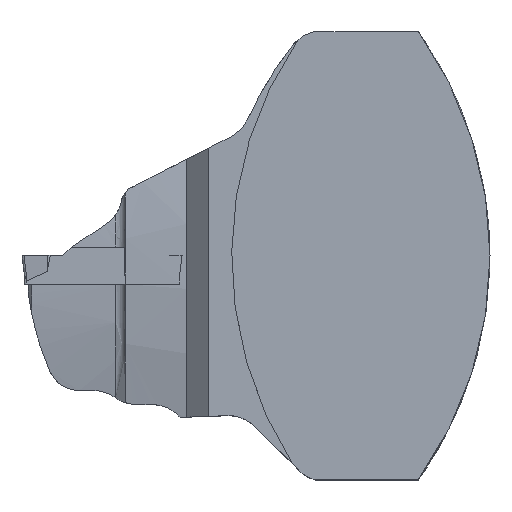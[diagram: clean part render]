
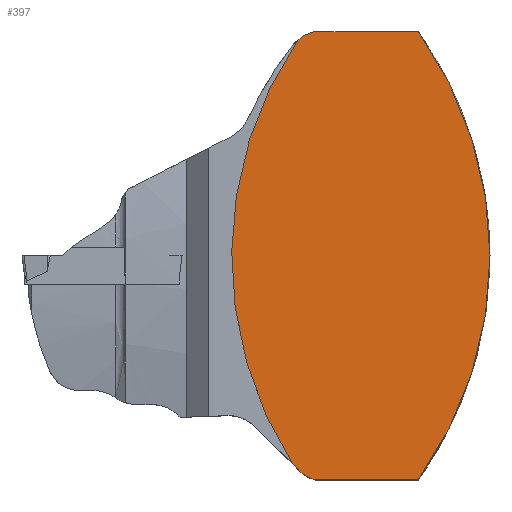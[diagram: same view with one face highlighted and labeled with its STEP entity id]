
A CAD part, top view. The second image highlights one B-rep face of the part: STEP entity #397.
In plain terms, the highlighted planar face has unit normal (0, 0, 1).
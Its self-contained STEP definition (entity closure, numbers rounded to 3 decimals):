
#128=PLANE('',#1589);
#159=LINE('',#2187,#264);
#164=LINE('',#2202,#269);
#169=LINE('',#2222,#274);
#264=VECTOR('',#1695,1.);
#269=VECTOR('',#1708,1.);
#274=VECTOR('',#1731,1.);
#397=ADVANCED_FACE('',(#490),#128,.T.);
#490=FACE_OUTER_BOUND('',#562,.T.);
#562=EDGE_LOOP('',(#835,#836,#837,#838,#839,#840,#841));
#623=CIRCLE('',#1549,60.25);
#625=CIRCLE('',#1553,60.25);
#628=CIRCLE('',#1558,6.1);
#630=CIRCLE('',#1562,6.5);
#835=ORIENTED_EDGE('',*,*,#1248,.T.);
#836=ORIENTED_EDGE('',*,*,#1262,.F.);
#837=ORIENTED_EDGE('',*,*,#1259,.F.);
#838=ORIENTED_EDGE('',*,*,#1244,.F.);
#839=ORIENTED_EDGE('',*,*,#1255,.T.);
#840=ORIENTED_EDGE('',*,*,#1251,.T.);
#841=ORIENTED_EDGE('',*,*,#1266,.T.);
#1103=VERTEX_POINT('',#2185);
#1105=VERTEX_POINT('',#2188);
#1108=VERTEX_POINT('',#2195);
#1109=VERTEX_POINT('',#2197);
#1111=VERTEX_POINT('',#2203);
#1112=VERTEX_POINT('',#2204);
#1115=VERTEX_POINT('',#2217);
#1244=EDGE_CURVE('',#1103,#1105,#159,.T.);
#1248=EDGE_CURVE('',#1109,#1108,#623,.T.);
#1251=EDGE_CURVE('',#1111,#1112,#164,.T.);
#1255=EDGE_CURVE('',#1103,#1111,#625,.T.);
#1259=EDGE_CURVE('',#1105,#1115,#628,.T.);
#1262=EDGE_CURVE('',#1115,#1108,#169,.T.);
#1266=EDGE_CURVE('',#1112,#1109,#630,.T.);
#1549=AXIS2_PLACEMENT_3D('',#2196,#1701,#1702);
#1553=AXIS2_PLACEMENT_3D('',#2211,#1714,#1715);
#1558=AXIS2_PLACEMENT_3D('',#2216,#1724,#1725);
#1562=AXIS2_PLACEMENT_3D('',#2228,#1737,#1738);
#1589=AXIS2_PLACEMENT_3D('',#2373,#1812,#1813);
#1695=DIRECTION('',(-1.,0.,0.));
#1701=DIRECTION('',(0.,0.,1.));
#1702=DIRECTION('',(-1.,0.,0.));
#1708=DIRECTION('',(-1.,0.,0.));
#1714=DIRECTION('',(0.,0.,1.));
#1715=DIRECTION('',(-1.,0.,0.));
#1724=DIRECTION('',(0.,0.,-1.));
#1725=DIRECTION('',(-1.,0.,0.));
#1731=DIRECTION('',(-0.703,0.711,0.));
#1737=DIRECTION('',(0.,0.,1.));
#1738=DIRECTION('',(-1.,0.,0.));
#1812=DIRECTION('',(0.,0.,1.));
#1813=DIRECTION('',(-1.,0.,0.));
#2185=CARTESIAN_POINT('',(8.891,-35.,0.));
#2187=CARTESIAN_POINT('',(20.25,-35.,0.));
#2188=CARTESIAN_POINT('',(-7.228,-35.,0.));
#2195=CARTESIAN_POINT('',(-10.67,-32.597,0.));
#2196=CARTESIAN_POINT('',(40.,0.,0.));
#2197=CARTESIAN_POINT('',(-9.932,33.718,0.));
#2202=CARTESIAN_POINT('',(20.25,35.,0.));
#2203=CARTESIAN_POINT('',(8.891,35.,0.));
#2204=CARTESIAN_POINT('',(-7.4,35.,0.));
#2211=CARTESIAN_POINT('',(-40.15,0.,0.));
#2216=CARTESIAN_POINT('',(-5.5,-29.15,0.));
#2217=CARTESIAN_POINT('',(-9.837,-33.44,0.));
#2222=CARTESIAN_POINT('',(-9.837,-33.44,0.));
#2228=CARTESIAN_POINT('',(-5.8,28.7,0.));
#2373=CARTESIAN_POINT('',(0.,0.,0.));
